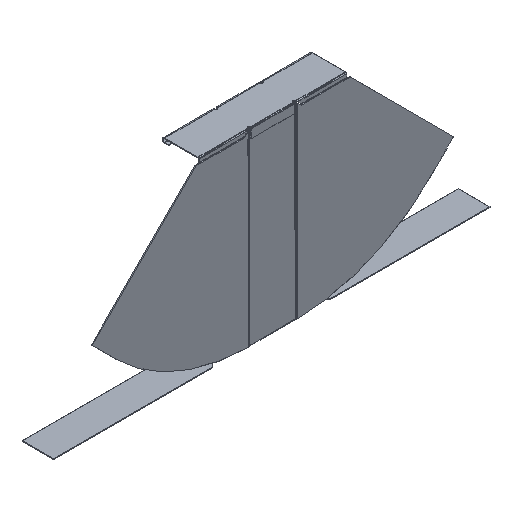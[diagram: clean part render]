
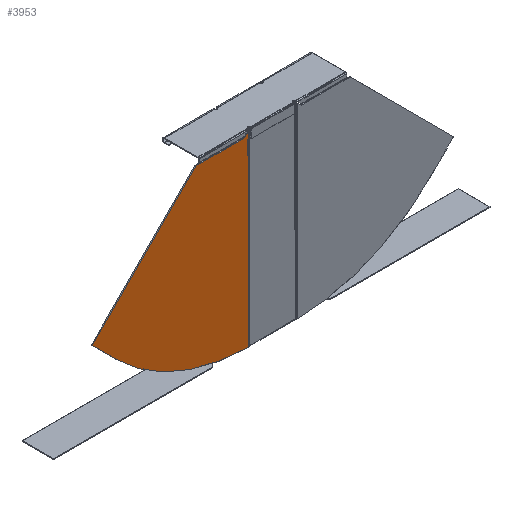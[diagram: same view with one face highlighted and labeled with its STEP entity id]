
A CAD part, isometric view. The second image highlights one B-rep face of the part: STEP entity #3953.
In plain terms, the highlighted planar face has unit normal (0, -1, 0).
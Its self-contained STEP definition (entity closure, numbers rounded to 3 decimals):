
#32 = EDGE_CURVE ( 'NONE', #425, #2123, #1503, .T. ) ;
#109 = DIRECTION ( 'NONE',  ( 0., 0., 1. ) ) ;
#342 = LINE ( 'NONE', #1651, #1296 ) ;
#382 = CARTESIAN_POINT ( 'NONE',  ( -35.495, -2.5, 2.25 ) ) ;
#425 = VERTEX_POINT ( 'NONE', #1654 ) ;
#443 = DIRECTION ( 'NONE',  ( 0., 0., 1. ) ) ;
#449 = VECTOR ( 'NONE', #1800, 1000. ) ;
#478 = VECTOR ( 'NONE', #2960, 1000. ) ;
#498 = CARTESIAN_POINT ( 'NONE',  ( -119.995, -2.5, -7. ) ) ;
#532 = PLANE ( 'NONE',  #2909 ) ;
#830 = CARTESIAN_POINT ( 'NONE',  ( -35.495, -2.5, 2.25 ) ) ;
#846 = VECTOR ( 'NONE', #2798, 1000. ) ;
#880 = VERTEX_POINT ( 'NONE', #1726 ) ;
#1041 = DIRECTION ( 'NONE',  ( 0., 1., 0. ) ) ;
#1296 = VECTOR ( 'NONE', #3533, 1000. ) ;
#1376 = EDGE_CURVE ( 'NONE', #880, #2603, #3636, .T. ) ;
#1401 = ORIENTED_EDGE ( 'NONE', *, *, #4030, .F. ) ;
#1436 = VERTEX_POINT ( 'NONE', #2440 ) ;
#1473 = DIRECTION ( 'NONE',  ( 0., 1., 0. ) ) ;
#1495 = FACE_OUTER_BOUND ( 'NONE', #3586, .T. ) ;
#1503 = LINE ( 'NONE', #498, #846 ) ;
#1651 = CARTESIAN_POINT ( 'NONE',  ( -280.833, -2.5, -167.838 ) ) ;
#1654 = CARTESIAN_POINT ( 'NONE',  ( -119.995, -2.5, -7. ) ) ;
#1658 = ORIENTED_EDGE ( 'NONE', *, *, #3758, .F. ) ;
#1714 = ORIENTED_EDGE ( 'NONE', *, *, #32, .F. ) ;
#1726 = CARTESIAN_POINT ( 'NONE',  ( -38.182, -2.5, -291.488 ) ) ;
#1759 = CIRCLE ( 'NONE', #3657, 293.75 ) ;
#1788 = VERTEX_POINT ( 'NONE', #3107 ) ;
#1800 = DIRECTION ( 'NONE',  ( -0.707, 0., 0.707 ) ) ;
#1841 = CARTESIAN_POINT ( 'NONE',  ( -243.208, -2.5, -205.463 ) ) ;
#1887 = CARTESIAN_POINT ( 'NONE',  ( -38.182, -2.5, -1.187 ) ) ;
#2061 = ORIENTED_EDGE ( 'NONE', *, *, #3650, .F. ) ;
#2123 = VERTEX_POINT ( 'NONE', #2292 ) ;
#2292 = CARTESIAN_POINT ( 'NONE',  ( -43.995, -2.5, -7. ) ) ;
#2382 = ORIENTED_EDGE ( 'NONE', *, *, #1376, .T. ) ;
#2400 = CARTESIAN_POINT ( 'NONE',  ( -38.182, -2.5, 2.25 ) ) ;
#2440 = CARTESIAN_POINT ( 'NONE',  ( -243.208, -2.5, -205.463 ) ) ;
#2603 = VERTEX_POINT ( 'NONE', #1887 ) ;
#2798 = DIRECTION ( 'NONE',  ( 1., 0., 0. ) ) ;
#2909 = AXIS2_PLACEMENT_3D ( 'NONE', #830, #1473, #4044 ) ;
#2960 = DIRECTION ( 'NONE',  ( 0.707, 0., 0.707 ) ) ;
#2991 = EDGE_CURVE ( 'NONE', #1436, #1788, #3383, .T. ) ;
#3107 = CARTESIAN_POINT ( 'NONE',  ( -280.833, -2.5, -167.838 ) ) ;
#3281 = LINE ( 'NONE', #3319, #478 ) ;
#3319 = CARTESIAN_POINT ( 'NONE',  ( -43.995, -2.5, -7. ) ) ;
#3383 = LINE ( 'NONE', #1841, #449 ) ;
#3533 = DIRECTION ( 'NONE',  ( 0.707, 0., 0.707 ) ) ;
#3586 = EDGE_LOOP ( 'NONE', ( #2061, #2382, #1658, #1714, #1401, #3683 ) ) ;
#3636 = LINE ( 'NONE', #2400, #3948 ) ;
#3650 = EDGE_CURVE ( 'NONE', #880, #1436, #1759, .T. ) ;
#3657 = AXIS2_PLACEMENT_3D ( 'NONE', #382, #1041, #109 ) ;
#3683 = ORIENTED_EDGE ( 'NONE', *, *, #2991, .F. ) ;
#3758 = EDGE_CURVE ( 'NONE', #2123, #2603, #3281, .T. ) ;
#3948 = VECTOR ( 'NONE', #443, 1000. ) ;
#3953 = ADVANCED_FACE ( 'NONE', ( #1495 ), #532, .F. ) ;
#4030 = EDGE_CURVE ( 'NONE', #1788, #425, #342, .T. ) ;
#4044 = DIRECTION ( 'NONE',  ( 0., 0., 1. ) ) ;
